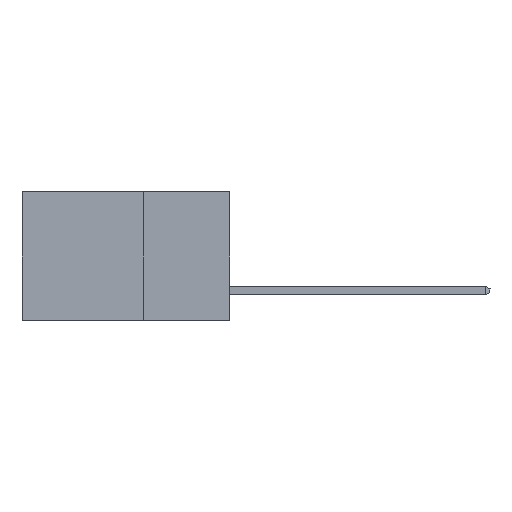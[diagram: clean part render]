
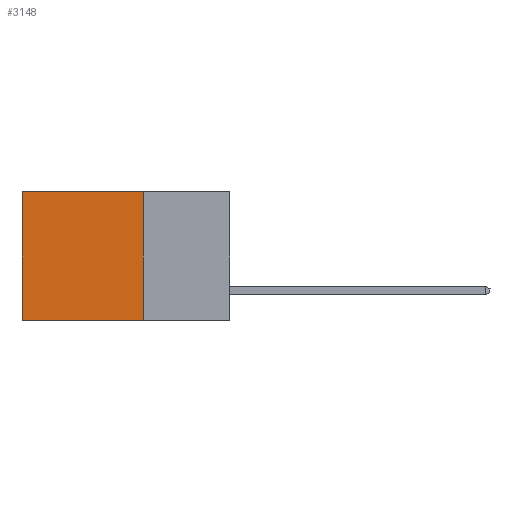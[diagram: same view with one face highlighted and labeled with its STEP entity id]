
A CAD part, left-side view. The second image highlights one B-rep face of the part: STEP entity #3148.
In plain terms, the highlighted planar face has unit normal (-1, 0, 0).
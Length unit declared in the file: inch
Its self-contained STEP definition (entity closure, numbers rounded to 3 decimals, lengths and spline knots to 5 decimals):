
#9 = CARTESIAN_POINT ( 'NONE',  ( 0.2615, 0.6, -0.37 ) ) ;
#1237 = CARTESIAN_POINT ( 'NONE',  ( 0.2615, 0.25, -0.37 ) ) ;
#1443 = EDGE_CURVE ( 'NONE', #21107, #19883, #12740, .T. ) ;
#1541 = DIRECTION ( 'NONE',  ( 0., 0., -1. ) ) ;
#1629 = LINE ( 'NONE', #5112, #8581 ) ;
#2136 = EDGE_CURVE ( 'NONE', #3820, #19348, #2808, .T. ) ;
#2808 = LINE ( 'NONE', #1237, #12464 ) ;
#2868 = ORIENTED_EDGE ( 'NONE', *, *, #9962, .F. ) ;
#3148 = ADVANCED_FACE ( 'NONE', ( #23679 ), #3456, .F. ) ;
#3456 = PLANE ( 'NONE',  #8775 ) ;
#3474 = CARTESIAN_POINT ( 'NONE',  ( 0.2615, 0.25, 0. ) ) ;
#3820 = VERTEX_POINT ( 'NONE', #4965 ) ;
#4948 = LINE ( 'NONE', #14101, #7564 ) ;
#4965 = CARTESIAN_POINT ( 'NONE',  ( 0.2615, 0.25, -0.37 ) ) ;
#5112 = CARTESIAN_POINT ( 'NONE',  ( 0.2615, 0.6, -0.37 ) ) ;
#5835 = EDGE_LOOP ( 'NONE', ( #8218, #10846, #2868, #17341 ) ) ;
#7564 = VECTOR ( 'NONE', #12651, 39.37008 ) ;
#8218 = ORIENTED_EDGE ( 'NONE', *, *, #18210, .T. ) ;
#8581 = VECTOR ( 'NONE', #21738, 39.37008 ) ;
#8683 = CARTESIAN_POINT ( 'NONE',  ( 0.2615, 0.25, 0. ) ) ;
#8775 = AXIS2_PLACEMENT_3D ( 'NONE', #12486, #18130, #1541 ) ;
#9269 = CARTESIAN_POINT ( 'NONE',  ( 0.2615, 0.6, 0. ) ) ;
#9962 = EDGE_CURVE ( 'NONE', #21107, #3820, #4948, .T. ) ;
#10816 = DIRECTION ( 'NONE',  ( 0., 1., 0. ) ) ;
#10846 = ORIENTED_EDGE ( 'NONE', *, *, #2136, .F. ) ;
#11076 = VECTOR ( 'NONE', #10816, 39.37008 ) ;
#12464 = VECTOR ( 'NONE', #17613, 39.37008 ) ;
#12486 = CARTESIAN_POINT ( 'NONE',  ( 0.2615, 0.25, -0.37 ) ) ;
#12651 = DIRECTION ( 'NONE',  ( 0., 0., -1. ) ) ;
#12740 = LINE ( 'NONE', #3474, #11076 ) ;
#14101 = CARTESIAN_POINT ( 'NONE',  ( 0.2615, 0.25, -0.37 ) ) ;
#17341 = ORIENTED_EDGE ( 'NONE', *, *, #1443, .T. ) ;
#17613 = DIRECTION ( 'NONE',  ( 0., 1., 0. ) ) ;
#18130 = DIRECTION ( 'NONE',  ( 1., 0., 0. ) ) ;
#18210 = EDGE_CURVE ( 'NONE', #19883, #19348, #1629, .T. ) ;
#19348 = VERTEX_POINT ( 'NONE', #9 ) ;
#19883 = VERTEX_POINT ( 'NONE', #9269 ) ;
#21107 = VERTEX_POINT ( 'NONE', #8683 ) ;
#21738 = DIRECTION ( 'NONE',  ( 0., 0., -1. ) ) ;
#23679 = FACE_OUTER_BOUND ( 'NONE', #5835, .T. ) ;
